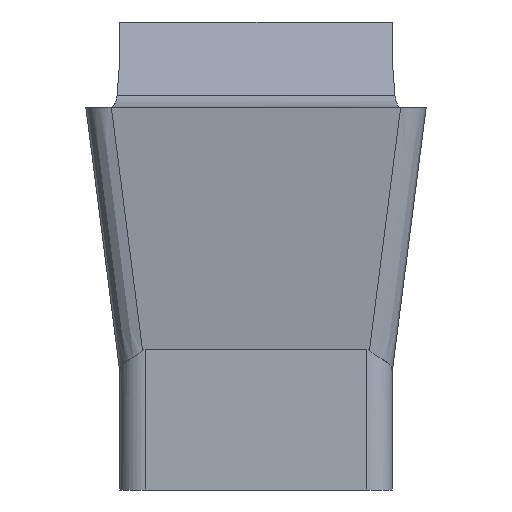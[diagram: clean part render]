
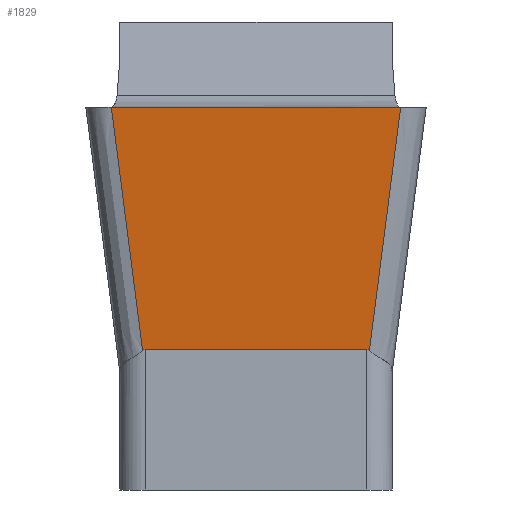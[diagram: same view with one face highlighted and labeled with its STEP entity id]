
A CAD part, front view. The second image highlights one B-rep face of the part: STEP entity #1829.
In plain terms, the highlighted planar face has unit normal (0, -0.993, -0.122).
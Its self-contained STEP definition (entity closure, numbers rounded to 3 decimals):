
#563=CARTESIAN_POINT('',(1.7,0.,
0.));
#568=DIRECTION('',(-1.,0.,0.));
#569=VECTOR('',#568,3.4);
#570=CARTESIAN_POINT('',(1.7,0.,
0.));
#571=LINE('',#570,#569);
#668=CARTESIAN_POINT('',(1.333,0.352,-2.865));
#687=CARTESIAN_POINT('',(1.3,0.35,-2.851));
#688=CARTESIAN_POINT('',(1.313,0.35,-2.851));
#689=CARTESIAN_POINT('',(1.323,0.351,-2.857));
#690=CARTESIAN_POINT('',(1.333,0.352,-2.865));
#695=DIRECTION('',(1.,0.,0.));
#696=VECTOR('',#695,2.6);
#697=CARTESIAN_POINT('',(-1.3,0.35,-2.851));
#698=LINE('',#697,#696);
#702=DIRECTION('',(-0.126,0.121,-0.985));
#703=VECTOR('',#702,2.91);
#704=CARTESIAN_POINT('',(1.7,0.,
0.));
#705=LINE('',#704,#703);
#709=DIRECTION('',(-0.126,-0.121,0.985));
#710=VECTOR('',#709,2.91);
#711=CARTESIAN_POINT('',(-1.333,0.352,
-2.865));
#712=LINE('',#711,#710);
#726=CARTESIAN_POINT('',(-1.333,0.352,
-2.865));
#727=CARTESIAN_POINT('',(-1.323,0.351,
-2.857));
#728=CARTESIAN_POINT('',(-1.313,0.35,-2.851));
#729=CARTESIAN_POINT('',(-1.3,0.35,-2.851));
#953=VERTEX_POINT('',#563);
#954=CARTESIAN_POINT('',(-1.7,0.,
0.));
#955=VERTEX_POINT('',#954);
#963=VERTEX_POINT('',#668);
#964=CARTESIAN_POINT('',(1.3,0.35,-2.851));
#965=VERTEX_POINT('',#964);
#966=CARTESIAN_POINT('',(-1.3,0.35,-2.851));
#967=VERTEX_POINT('',#966);
#968=VERTEX_POINT('',#726);
#1814=CARTESIAN_POINT('',(2.7,0.215,-1.75));
#1815=DIRECTION('',(0.,-0.993,-0.122));
#1816=DIRECTION('',(0.,-0.122,0.993));
#1817=AXIS2_PLACEMENT_3D('',#1814,#1815,#1816);
#1818=PLANE('',#1817);
#1819=ORIENTED_EDGE('',*,*,#1665,.F.);
#1820=ORIENTED_EDGE('',*,*,#1741,.T.);
#1821=ORIENTED_EDGE('',*,*,#1768,.F.);
#1822=ORIENTED_EDGE('',*,*,#1793,.F.);
#1824=ORIENTED_EDGE('',*,*,#1823,.F.);
#1826=ORIENTED_EDGE('',*,*,#1825,.T.);
#1827=EDGE_LOOP('',(#1819,#1820,#1821,#1822,#1824,#1826));
#1828=FACE_OUTER_BOUND('',#1827,.F.);
#691=B_SPLINE_CURVE_WITH_KNOTS('',3,(#687,#688,#689,#690),.UNSPECIFIED.,.F.,.F.,
(4,4),(0.,1.),.UNSPECIFIED.);
#730=B_SPLINE_CURVE_WITH_KNOTS('',3,(#726,#727,#728,#729),.UNSPECIFIED.,.F.,.F.,
(4,4),(0.,1.),.UNSPECIFIED.);
#1665=EDGE_CURVE('',#953,#955,#571,.T.);
#1741=EDGE_CURVE('',#953,#963,#705,.T.);
#1768=EDGE_CURVE('',#965,#963,#691,.T.);
#1793=EDGE_CURVE('',#967,#965,#698,.T.);
#1823=EDGE_CURVE('',#968,#967,#730,.T.);
#1825=EDGE_CURVE('',#968,#955,#712,.T.);
#1829=ADVANCED_FACE('',(#1828),#1818,.T.);
